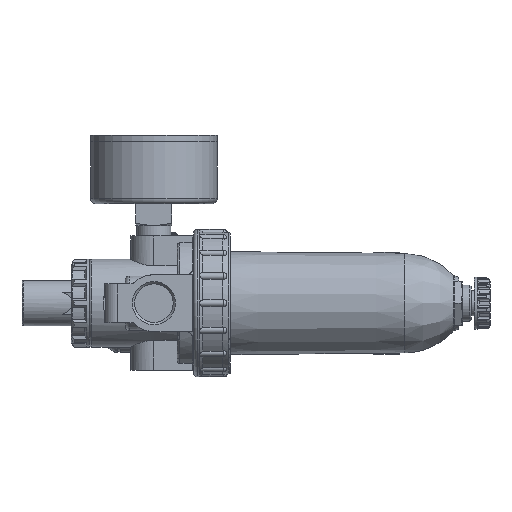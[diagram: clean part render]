
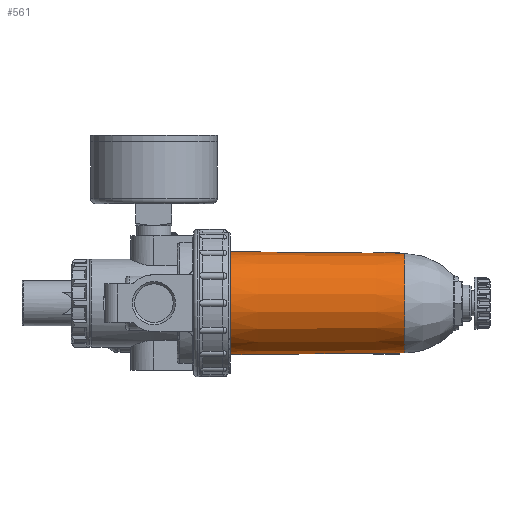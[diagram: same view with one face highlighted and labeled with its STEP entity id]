
A CAD part, left-side view. The second image highlights one B-rep face of the part: STEP entity #561.
In plain terms, the highlighted conical face has half-angle 0.565 degrees and reference radius 19.917 mm.
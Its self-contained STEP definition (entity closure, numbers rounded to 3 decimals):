
#561 = ADVANCED_FACE( '', ( #1836, #1837 ), #1838, .T. );
#1836 = FACE_BOUND( '', #4155, .T. );
#1837 = FACE_OUTER_BOUND( '', #4156, .T. );
#1838 = CONICAL_SURFACE( '', #4157, 19.917, 0.01 );
#4155 = EDGE_LOOP( '', ( #7584 ) );
#4156 = EDGE_LOOP( '', ( #7585 ) );
#4157 = AXIS2_PLACEMENT_3D( '', #7586, #7587, #7588 );
#7584 = ORIENTED_EDGE( '', *, *, #14983, .F. );
#7585 = ORIENTED_EDGE( '', *, *, #14984, .T. );
#7586 = CARTESIAN_POINT( '', ( 0., 0.5, 0. ) );
#7587 = DIRECTION( '', ( 0., 1., 0. ) );
#7588 = DIRECTION( '', ( 0., 0., 1. ) );
#14983 = EDGE_CURVE( '', #17970, #17970, #17971, .T. );
#14984 = EDGE_CURVE( '', #17972, #17972, #17973, .T. );
#17970 = VERTEX_POINT( '', #24244 );
#17971 = CIRCLE( '', #24245, 19.245 );
#17972 = VERTEX_POINT( '', #24246 );
#17973 = CIRCLE( '', #24247, 19.917 );
#24244 = CARTESIAN_POINT( '', ( 0., -67.609, -19.245 ) );
#24245 = AXIS2_PLACEMENT_3D( '', #32102, #32103, #32104 );
#24246 = CARTESIAN_POINT( '', ( 0., 0.5, -19.917 ) );
#24247 = AXIS2_PLACEMENT_3D( '', #32105, #32106, #32107 );
#32102 = CARTESIAN_POINT( '', ( 0., -67.609, 0. ) );
#32103 = DIRECTION( '', ( 0., -1., 0. ) );
#32104 = DIRECTION( '', ( 0., 0., -1. ) );
#32105 = CARTESIAN_POINT( '', ( 0., 0.5, 0. ) );
#32106 = DIRECTION( '', ( 0., -1., 0. ) );
#32107 = DIRECTION( '', ( 0., 0., -1. ) );
